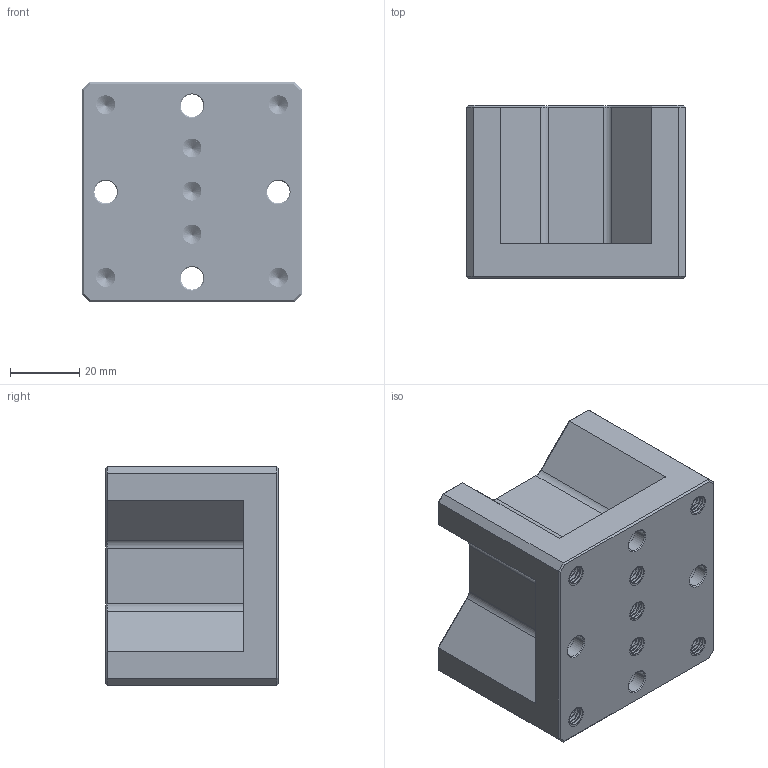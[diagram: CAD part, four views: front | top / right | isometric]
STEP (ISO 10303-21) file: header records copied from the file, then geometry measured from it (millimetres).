
FILE_DESCRIPTION((''),'2;1');
FILE_NAME('CFP-CSK50','2023-09-01T09:22:59',('R&D'),(''),'CREO PARAMETRIC BY PTC INC, 2021063','CREO PARAMETRIC BY PTC INC, 2021063','');
FILE_SCHEMA(('CONFIG_CONTROL_DESIGN'));
Products named in the file (1): CFP-CSK50
Bounding box: 63.5 x 50 x 63.5 mm (x, y, z)
Volume: 129045.4 mm3; surface area: 34897 mm2
Topology: 1 solids, 21 shells, 968 faces, 2625 edges, 1663 vertices
Faces by surface type: cylinder 537, bspline 293, plane 82, cone 56
Entity records: 82157 total; most frequent: CARTESIAN_POINT 61463, ORIENTED_EDGE 5090, DIRECTION 2822, EDGE_CURVE 2585, VERTEX_POINT 1663, B_SPLINE_CURVE_WITH_KNOTS 1359, EDGE_LOOP 1020, VECTOR 982
